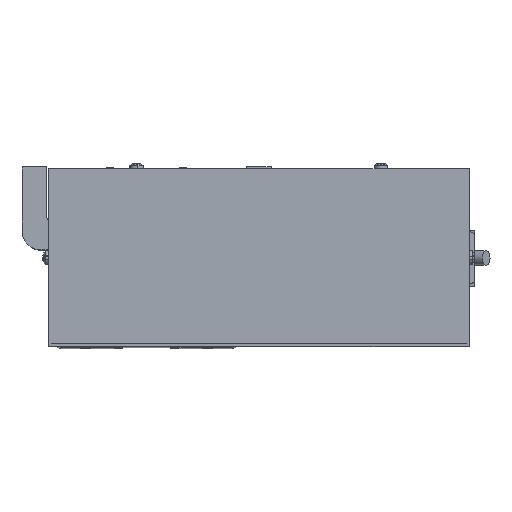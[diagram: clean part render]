
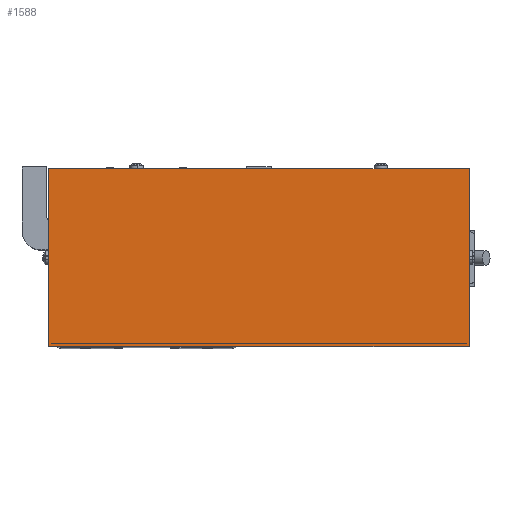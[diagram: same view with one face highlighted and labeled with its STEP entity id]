
A CAD part, top view. The second image highlights one B-rep face of the part: STEP entity #1588.
In plain terms, the highlighted planar face has unit normal (0, 0, -1).
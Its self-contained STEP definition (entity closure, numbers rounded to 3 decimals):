
#103=PLANE('',#16086);
#1588=ADVANCED_FACE('',(#2479),#103,.F.);
#2479=FACE_OUTER_BOUND('',#3008,.T.);
#3008=EDGE_LOOP('',(#7638,#7639,#7640,#7641));
#4729=LINE('',#22605,#5993);
#4730=LINE('',#22608,#5994);
#4731=LINE('',#22610,#5995);
#4732=LINE('',#22612,#5996);
#5993=VECTOR('',#17921,1.);
#5994=VECTOR('',#17922,1.);
#5995=VECTOR('',#17923,1.);
#5996=VECTOR('',#17924,1.);
#7638=ORIENTED_EDGE('',*,*,#13172,.F.);
#7639=ORIENTED_EDGE('',*,*,#13173,.F.);
#7640=ORIENTED_EDGE('',*,*,#13174,.F.);
#7641=ORIENTED_EDGE('',*,*,#13175,.F.);
#11018=VERTEX_POINT('',#22606);
#11019=VERTEX_POINT('',#22607);
#11020=VERTEX_POINT('',#22609);
#11021=VERTEX_POINT('',#22611);
#13172=EDGE_CURVE('',#11018,#11019,#4729,.T.);
#13173=EDGE_CURVE('',#11020,#11018,#4730,.T.);
#13174=EDGE_CURVE('',#11021,#11020,#4731,.T.);
#13175=EDGE_CURVE('',#11019,#11021,#4732,.T.);
#16086=AXIS2_PLACEMENT_3D('',#22613,#17925,#17926);
#17921=DIRECTION('',(0.,-1.,0.));
#17922=DIRECTION('',(-1.,0.,0.));
#17923=DIRECTION('',(0.,1.,0.));
#17924=DIRECTION('',(1.,0.,0.));
#17925=DIRECTION('',(0.,0.,1.));
#17926=DIRECTION('',(-1.,0.,0.));
#22605=CARTESIAN_POINT('',(-63.7,37.584,294.));
#22606=CARTESIAN_POINT('',(-63.7,37.584,294.));
#22607=CARTESIAN_POINT('',(-63.7,-35.116,294.));
#22608=CARTESIAN_POINT('',(-63.7,37.584,294.));
#22609=CARTESIAN_POINT('',(108.5,37.584,294.));
#22610=CARTESIAN_POINT('',(108.5,37.584,294.));
#22611=CARTESIAN_POINT('',(108.5,-35.116,294.));
#22612=CARTESIAN_POINT('',(-63.7,-35.116,294.));
#22613=CARTESIAN_POINT('',(-63.7,-35.116,294.));
